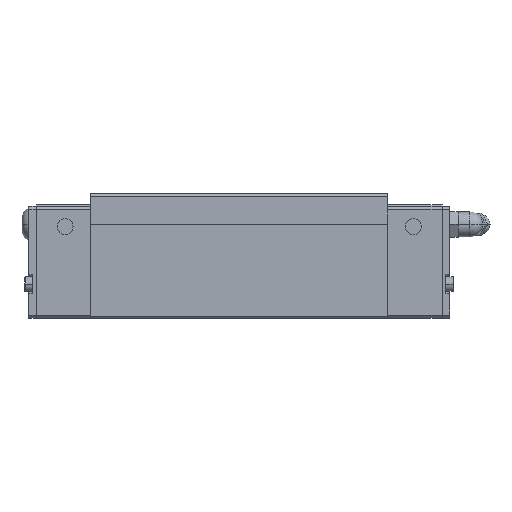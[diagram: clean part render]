
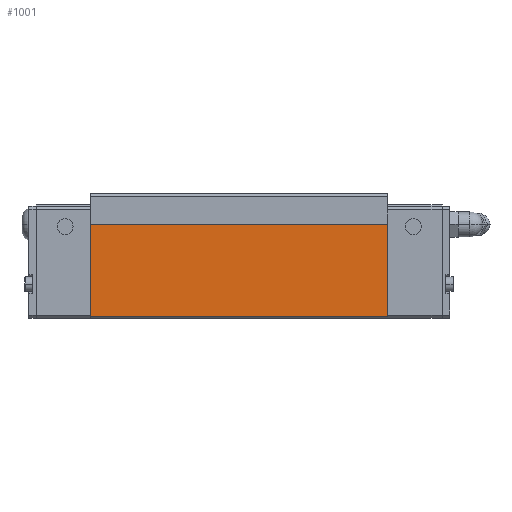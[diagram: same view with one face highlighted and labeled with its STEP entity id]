
A CAD part, left-side view. The second image highlights one B-rep face of the part: STEP entity #1001.
In plain terms, the highlighted planar face has unit normal (-1, 0, 0).
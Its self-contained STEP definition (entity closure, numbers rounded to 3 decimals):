
#1001=ADVANCED_FACE('',(#2059),#2060,.T.);
#2059=FACE_OUTER_BOUND('',#3157,.T.);
#2060=PLANE('',#3158);
#3157=EDGE_LOOP('',(#6205,#6206,#6207,#6208));
#3158=AXIS2_PLACEMENT_3D('',#6209,#6210,#6211);
#6205=ORIENTED_EDGE('',*,*,#7644,.F.);
#6206=ORIENTED_EDGE('',*,*,#7689,.F.);
#6207=ORIENTED_EDGE('',*,*,#7622,.F.);
#6208=ORIENTED_EDGE('',*,*,#7687,.T.);
#6209=CARTESIAN_POINT('',(-29.525,65.901,13.0));
#6210=DIRECTION('',(-1.0,0.0,0.0));
#6211=DIRECTION('',(0.0,0.0,1.0));
#7622=EDGE_CURVE('',#9423,#9425,#9426,.T.);
#7644=EDGE_CURVE('',#9453,#9455,#9456,.T.);
#7687=EDGE_CURVE('',#9423,#9455,#9513,.T.);
#7689=EDGE_CURVE('',#9425,#9453,#9515,.T.);
#9423=VERTEX_POINT('',#12406);
#9425=VERTEX_POINT('',#12409);
#9426=LINE('',#12410,#12411);
#9453=VERTEX_POINT('',#12451);
#9455=VERTEX_POINT('',#12454);
#9456=LINE('',#12455,#12456);
#9513=LINE('',#12540,#12541);
#9515=LINE('',#12543,#12544);
#12406=CARTESIAN_POINT('',(-29.525,19.401,35.5));
#12409=CARTESIAN_POINT('',(-29.525,19.401,6.525));
#12410=CARTESIAN_POINT('',(-29.525,19.401,19.25));
#12411=VECTOR('',#13868,1.0);
#12451=CARTESIAN_POINT('',(-29.525,112.401,6.525));
#12454=CARTESIAN_POINT('',(-29.525,112.401,35.5));
#12455=CARTESIAN_POINT('',(-29.525,112.401,19.25));
#12456=VECTOR('',#13883,1.0);
#12540=CARTESIAN_POINT('',(-29.525,65.901,35.5));
#12541=VECTOR('',#13923,1.0);
#12543=CARTESIAN_POINT('',(-29.525,89.151,6.525));
#12544=VECTOR('',#13924,1.0);
#13868=DIRECTION('',(-0.0,-0.0,-1.0));
#13883=DIRECTION('',(0.0,0.0,1.0));
#13923=DIRECTION('',(0.0,1.0,0.0));
#13924=DIRECTION('',(0.0,1.0,-0.0));
